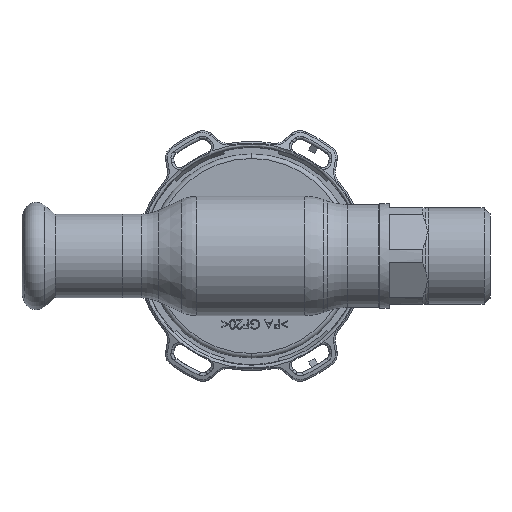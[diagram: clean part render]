
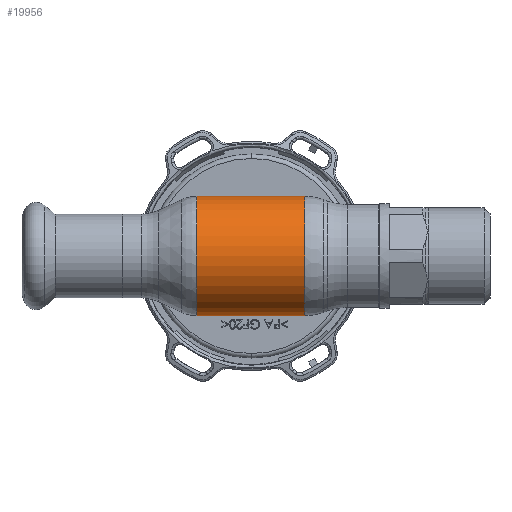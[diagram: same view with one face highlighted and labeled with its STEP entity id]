
A CAD part, front view. The second image highlights one B-rep face of the part: STEP entity #19956.
In plain terms, the highlighted cylindrical face has radius 13 mm (diameter 26 mm), a partial arc.
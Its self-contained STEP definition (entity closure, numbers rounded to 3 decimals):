
#599 = VERTEX_POINT ( 'NONE', #2045 ) ;
#861 = EDGE_CURVE ( 'NONE', #599, #19380, #30312, .T. ) ;
#1122 = CYLINDRICAL_SURFACE ( 'NONE', #24638, 13. ) ;
#1240 = DIRECTION ( 'NONE',  ( -1., 0., 0. ) ) ;
#2045 = CARTESIAN_POINT ( 'NONE',  ( 11.634, 0., 13. ) ) ;
#3946 = VECTOR ( 'NONE', #1240, 1000. ) ;
#4579 = CARTESIAN_POINT ( 'NONE',  ( -62.69, 0., -13. ) ) ;
#5527 = AXIS2_PLACEMENT_3D ( 'NONE', #15446, #21414, #21599 ) ;
#5921 = VECTOR ( 'NONE', #18001, 1000. ) ;
#6381 = DIRECTION ( 'NONE',  ( -1., 0., 0. ) ) ;
#7876 = AXIS2_PLACEMENT_3D ( 'NONE', #17578, #6381, #35086 ) ;
#8472 = FACE_OUTER_BOUND ( 'NONE', #8573, .T. ) ;
#8573 = EDGE_LOOP ( 'NONE', ( #26576, #25231, #34155, #10653 ) ) ;
#10653 = ORIENTED_EDGE ( 'NONE', *, *, #36389, .F. ) ;
#11132 = CARTESIAN_POINT ( 'NONE',  ( -11.876, 0., -13. ) ) ;
#11987 = CARTESIAN_POINT ( 'NONE',  ( -62.69, 0., 0. ) ) ;
#13067 = EDGE_CURVE ( 'NONE', #17938, #599, #24501, .T. ) ;
#14755 = DIRECTION ( 'NONE',  ( -1., 0., 0. ) ) ;
#14846 = EDGE_CURVE ( 'NONE', #17938, #31526, #21331, .T. ) ;
#15446 = CARTESIAN_POINT ( 'NONE',  ( -11.876, 0., 0. ) ) ;
#17578 = CARTESIAN_POINT ( 'NONE',  ( 11.634, 0., 0. ) ) ;
#17938 = VERTEX_POINT ( 'NONE', #31600 ) ;
#18001 = DIRECTION ( 'NONE',  ( -1., 0., 0. ) ) ;
#19380 = VERTEX_POINT ( 'NONE', #20174 ) ;
#19956 = ADVANCED_FACE ( 'NONE', ( #8472 ), #1122, .T. ) ;
#20174 = CARTESIAN_POINT ( 'NONE',  ( -11.876, 0., 13. ) ) ;
#21331 = LINE ( 'NONE', #4579, #5921 ) ;
#21414 = DIRECTION ( 'NONE',  ( -1., 0., 0. ) ) ;
#21571 = CIRCLE ( 'NONE', #5527, 13. ) ;
#21599 = DIRECTION ( 'NONE',  ( 0., 0., 1. ) ) ;
#24501 = CIRCLE ( 'NONE', #7876, 13. ) ;
#24638 = AXIS2_PLACEMENT_3D ( 'NONE', #11987, #14755, #32434 ) ;
#25231 = ORIENTED_EDGE ( 'NONE', *, *, #13067, .T. ) ;
#26576 = ORIENTED_EDGE ( 'NONE', *, *, #14846, .F. ) ;
#30135 = CARTESIAN_POINT ( 'NONE',  ( -62.69, 0., 13. ) ) ;
#30312 = LINE ( 'NONE', #30135, #3946 ) ;
#31526 = VERTEX_POINT ( 'NONE', #11132 ) ;
#31600 = CARTESIAN_POINT ( 'NONE',  ( 11.634, 0., -13. ) ) ;
#32434 = DIRECTION ( 'NONE',  ( 0., 0., 1. ) ) ;
#34155 = ORIENTED_EDGE ( 'NONE', *, *, #861, .T. ) ;
#35086 = DIRECTION ( 'NONE',  ( 0., 0., 1. ) ) ;
#36389 = EDGE_CURVE ( 'NONE', #31526, #19380, #21571, .T. ) ;
